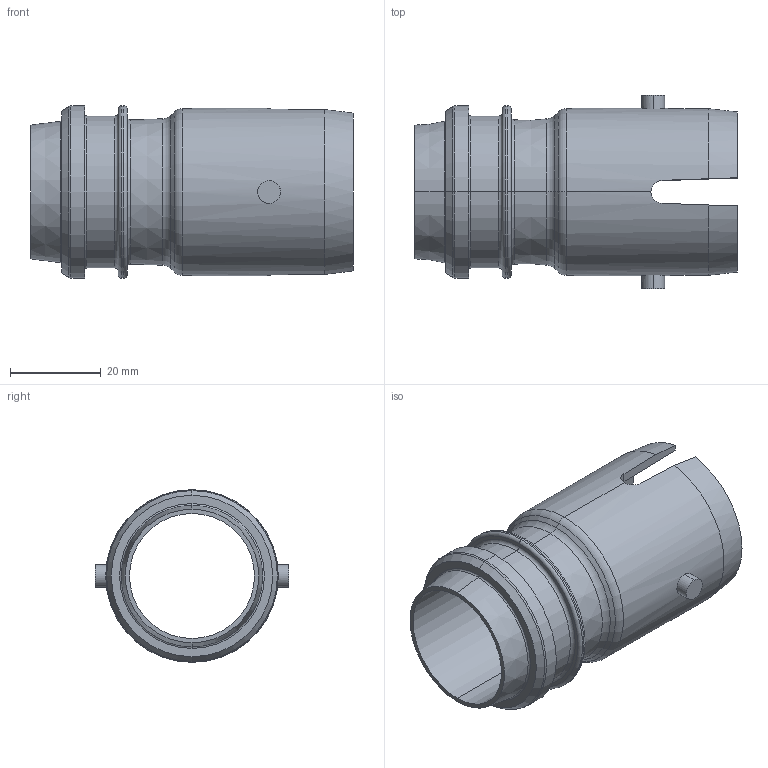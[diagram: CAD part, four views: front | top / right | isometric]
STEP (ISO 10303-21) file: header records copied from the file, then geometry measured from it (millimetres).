
FILE_DESCRIPTION (( 'STEP AP203' ), '1' );
FILE_NAME ('Old Mask to New Hose Adapter_rev2.STEP', '2020-03-29T03:09:39', ( '' ), ( '' ), 'SwSTEP 2.0', 'SolidWorks 2020', '' );
FILE_SCHEMA (( 'CONFIG_CONTROL_DESIGN' ));
Length unit declared in the file: inch
Products named in the file (1): Old Mask to New Hose Adapter_rev2
Bounding box: 71.12 x 42.67 x 38.07 mm (x, y, z)
Volume: 19716.3 mm3; surface area: 15653 mm2
Topology: 1 solids, 1 shells, 67 faces, 146 edges, 86 vertices
Faces by surface type: torus 24, cylinder 18, plane 13, cone 12
Entity records: 2143 total; most frequent: CARTESIAN_POINT 580, DIRECTION 346, ORIENTED_EDGE 292, AXIS2_PLACEMENT_3D 156, EDGE_CURVE 146, CIRCLE 88, VERTEX_POINT 86, EDGE_LOOP 74
